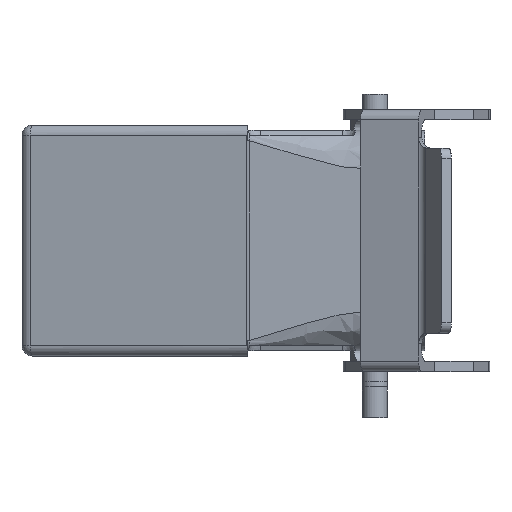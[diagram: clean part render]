
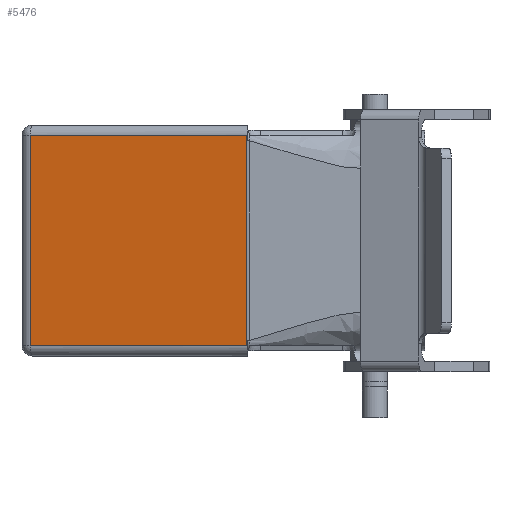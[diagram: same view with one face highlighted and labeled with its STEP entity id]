
A CAD part, left-side view. The second image highlights one B-rep face of the part: STEP entity #5476.
In plain terms, the highlighted planar face has unit normal (-0.982, 0.191, 0).
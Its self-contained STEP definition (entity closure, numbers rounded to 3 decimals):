
#5437=CARTESIAN_POINT('',(-49.251,69.298,-22.6));
#5438=DIRECTION('',(-0.982,0.191,0.0));
#5439=DIRECTION('',(0.0,0.0,1.0));
#5440=AXIS2_PLACEMENT_3D('',#5437,#5438,#5439);
#5441=PLANE('',#5440);
#5442=CARTESIAN_POINT('',(-50.012,65.382,20.5));
#5443=VERTEX_POINT('',#5442);
#5444=CARTESIAN_POINT('',(-50.012,65.382,-20.5));
#5445=VERTEX_POINT('',#5444);
#5446=CARTESIAN_POINT('',(-50.012,65.382,20.5));
#5447=DIRECTION('',(0.0,0.0,-1.0));
#5448=VECTOR('',#5447,41.);
#5449=LINE('',#5446,#5448);
#5450=EDGE_CURVE('',#5443,#5445,#5449,.T.);
#5451=ORIENTED_EDGE('',*,*,#5450,.T.);
#5452=CARTESIAN_POINT('',(-58.195,23.285,-20.5));
#5453=VERTEX_POINT('',#5452);
#5454=CARTESIAN_POINT('',(-50.012,65.382,-20.5));
#5455=DIRECTION('',(-0.191,-0.982,0.0));
#5456=VECTOR('',#5455,42.884);
#5457=LINE('',#5454,#5456);
#5458=EDGE_CURVE('',#5445,#5453,#5457,.T.);
#5459=ORIENTED_EDGE('',*,*,#5458,.T.);
#5460=CARTESIAN_POINT('',(-58.195,23.285,20.5));
#5461=VERTEX_POINT('',#5460);
#5462=CARTESIAN_POINT('',(-58.195,23.285,-20.5));
#5463=DIRECTION('',(0.0,0.0,1.0));
#5464=VECTOR('',#5463,41.);
#5465=LINE('',#5462,#5464);
#5466=EDGE_CURVE('',#5453,#5461,#5465,.T.);
#5467=ORIENTED_EDGE('',*,*,#5466,.T.);
#5468=CARTESIAN_POINT('',(-58.195,23.285,20.5));
#5469=DIRECTION('',(0.191,0.982,0.0));
#5470=VECTOR('',#5469,42.884);
#5471=LINE('',#5468,#5470);
#5472=EDGE_CURVE('',#5461,#5443,#5471,.T.);
#5473=ORIENTED_EDGE('',*,*,#5472,.T.);
#5474=EDGE_LOOP('',(#5451,#5459,#5467,#5473));
#5475=FACE_OUTER_BOUND('',#5474,.T.);
#5476=ADVANCED_FACE('',(#5475),#5441,.T.);
